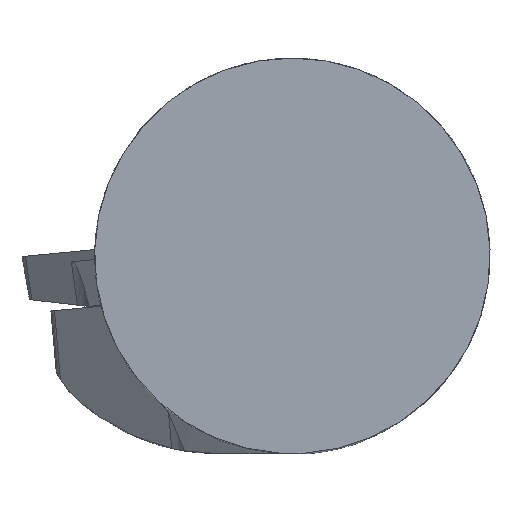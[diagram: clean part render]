
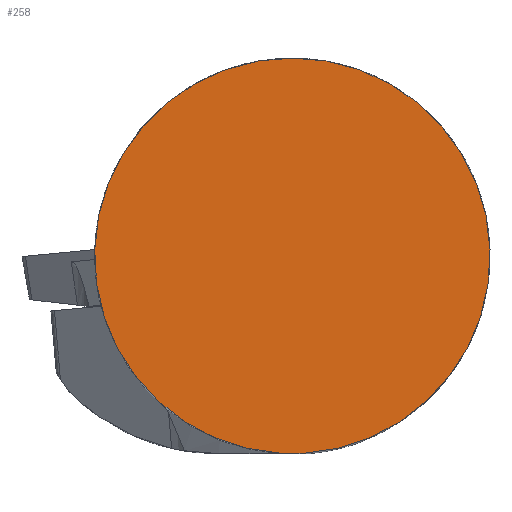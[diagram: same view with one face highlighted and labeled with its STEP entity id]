
A CAD part, top view. The second image highlights one B-rep face of the part: STEP entity #258.
In plain terms, the highlighted planar face has unit normal (0, 0, 1).
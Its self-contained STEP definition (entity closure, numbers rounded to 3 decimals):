
#181=PLANE('',#1819);
#258=ADVANCED_FACE('',(#359),#181,.T.);
#359=FACE_OUTER_BOUND('',#449,.T.);
#449=EDGE_LOOP('',(#1119,#1120));
#619=LINE('',#2710,#744);
#744=VECTOR('',#2093,1.);
#1119=ORIENTED_EDGE('',*,*,#1512,.F.);
#1120=ORIENTED_EDGE('',*,*,#1387,.T.);
#1243=VERTEX_POINT('',#2326);
#1244=VERTEX_POINT('',#2327);
#1387=EDGE_CURVE('',#1243,#1244,#1609,.T.);
#1512=EDGE_CURVE('',#1243,#1244,#619,.T.);
#1609=CIRCLE('',#1723,16.);
#1723=AXIS2_PLACEMENT_3D('',#2325,#1882,#1883);
#1819=AXIS2_PLACEMENT_3D('',#2971,#2170,#2171);
#1882=DIRECTION('',(0.,0.,1.));
#1883=DIRECTION('',(1.,0.,0.));
#2093=DIRECTION('',(-1.,0.,0.));
#2170=DIRECTION('',(0.,0.,1.));
#2171=DIRECTION('',(1.,0.,0.));
#2325=CARTESIAN_POINT('',(0.,0.,0.));
#2326=CARTESIAN_POINT('',(1.032,-15.967,0.));
#2327=CARTESIAN_POINT('',(-1.032,-15.967,0.));
#2710=CARTESIAN_POINT('',(-5.968,-15.967,0.));
#2971=CARTESIAN_POINT('',(0.,0.,0.));
